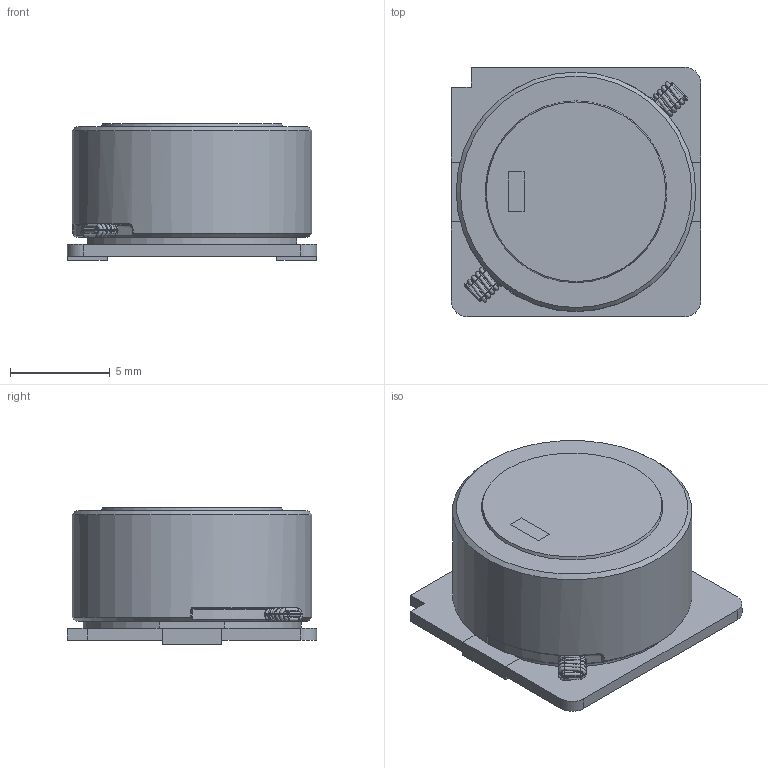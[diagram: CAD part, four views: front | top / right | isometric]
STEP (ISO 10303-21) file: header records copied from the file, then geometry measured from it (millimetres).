
FILE_DESCRIPTION(/* description */ (''),/* implementation_level */ '2;1');
FILE_NAME(/* name */ 'IND_SLF12565-3D.step',/* time_stamp */ '2022-03-30T10:43:32+03:00',/* author */ (''),/* organization */ (''),/* preprocessor_version */ 'ST-DEVELOPER v18.1',/* originating_system */ 'Autodesk Translation Framework v10.13.0.1454',/* authorisation */ '');
FILE_SCHEMA (('AUTOMOTIVE_DESIGN { 1 0 10303 214 3 1 1 }'));
Length unit declared in the file: millimetre
Products named in the file (1): (Unsaved)
Bounding box: 12.5 x 12.5 x 6.85 mm (x, y, z)
Volume: 765 mm3; surface area: 1005 mm2
Topology: 10 solids, 10 shells, 305 faces, 663 edges, 372 vertices
Faces by surface type: bspline 178, plane 64, cylinder 40, sphere 10, torus 8, cone 5
Full cylindrical faces by diameter (mm): 11.6 x2, 12 x1
Entity records: 22194 total; most frequent: CARTESIAN_POINT 16561, ORIENTED_EDGE 1310, DIRECTION 943, EDGE_CURVE 655, AXIS2_PLACEMENT_3D 390, VERTEX_POINT 372, EDGE_LOOP 307, FACE_OUTER_BOUND 305
